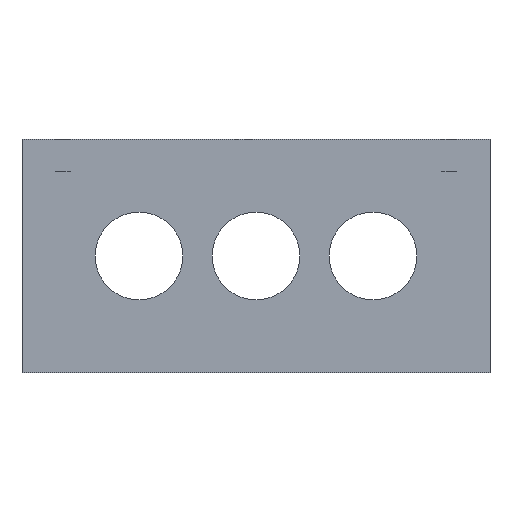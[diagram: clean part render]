
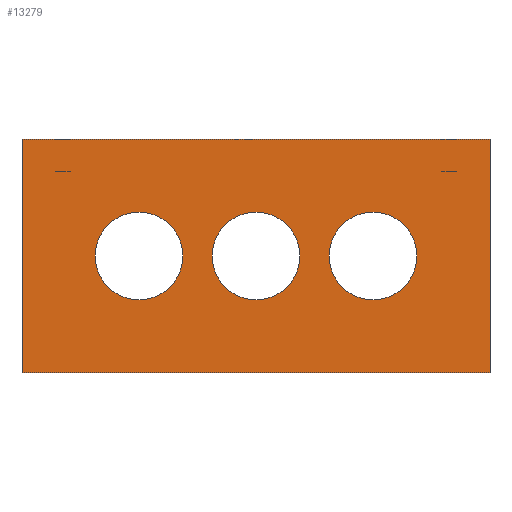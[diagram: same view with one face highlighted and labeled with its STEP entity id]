
A CAD part, front view. The second image highlights one B-rep face of the part: STEP entity #13279.
In plain terms, the highlighted planar face has unit normal (0, -1, 0).
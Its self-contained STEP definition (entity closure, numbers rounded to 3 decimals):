
#897=CARTESIAN_POINT('',(-40.,-290.0,7.5));
#898=VERTEX_POINT('',#897);
#907=CARTESIAN_POINT('',(-25.,-290.0,7.5));
#908=VERTEX_POINT('',#907);
#909=CARTESIAN_POINT('',(-32.5,-290.0,7.5));
#910=DIRECTION('',(0.0,1.0,0.0));
#911=DIRECTION('',(-1.0,0.0,0.0));
#912=AXIS2_PLACEMENT_3D('',#909,#910,#911);
#913=CIRCLE('',#912,7.5);
#914=EDGE_CURVE('',#908,#898,#913,.T.);
#939=CARTESIAN_POINT('',(0.,-290.0,7.5));
#940=VERTEX_POINT('',#939);
#949=CARTESIAN_POINT('',(15.,-290.0,7.5));
#950=VERTEX_POINT('',#949);
#951=CARTESIAN_POINT('',(7.5,-290.0,7.5));
#952=DIRECTION('',(0.0,1.0,0.0));
#953=DIRECTION('',(-1.0,0.0,0.0));
#954=AXIS2_PLACEMENT_3D('',#951,#952,#953);
#955=CIRCLE('',#954,7.5);
#956=EDGE_CURVE('',#950,#940,#955,.T.);
#981=CARTESIAN_POINT('',(-20.,-290.0,7.5));
#982=VERTEX_POINT('',#981);
#991=CARTESIAN_POINT('',(-5.,-290.0,7.5));
#992=VERTEX_POINT('',#991);
#993=CARTESIAN_POINT('',(-12.5,-290.0,7.5));
#994=DIRECTION('',(0.0,1.0,0.0));
#995=DIRECTION('',(-1.0,0.0,0.0));
#996=AXIS2_PLACEMENT_3D('',#993,#994,#995);
#997=CIRCLE('',#996,7.5);
#998=EDGE_CURVE('',#992,#982,#997,.T.);
#11472=CARTESIAN_POINT('',(-12.5,-290.0,7.5));
#11473=DIRECTION('',(0.0,1.0,0.0));
#11474=DIRECTION('',(-1.0,0.0,0.0));
#11475=AXIS2_PLACEMENT_3D('',#11472,#11473,#11474);
#11476=CIRCLE('',#11475,7.5);
#11477=EDGE_CURVE('',#982,#992,#11476,.T.);
#11496=CARTESIAN_POINT('',(7.5,-290.0,7.5));
#11497=DIRECTION('',(0.0,1.0,0.0));
#11498=DIRECTION('',(-1.0,0.0,0.0));
#11499=AXIS2_PLACEMENT_3D('',#11496,#11497,#11498);
#11500=CIRCLE('',#11499,7.5);
#11501=EDGE_CURVE('',#940,#950,#11500,.T.);
#11520=CARTESIAN_POINT('',(-32.5,-290.0,7.5));
#11521=DIRECTION('',(0.0,1.0,0.0));
#11522=DIRECTION('',(-1.0,0.0,0.0));
#11523=AXIS2_PLACEMENT_3D('',#11520,#11521,#11522);
#11524=CIRCLE('',#11523,7.5);
#11525=EDGE_CURVE('',#898,#908,#11524,.T.);
#13155=CARTESIAN_POINT('',(27.5,-290.0,27.5));
#13156=VERTEX_POINT('',#13155);
#13163=CARTESIAN_POINT('',(27.5,-290.0,-12.5));
#13164=VERTEX_POINT('',#13163);
#13165=CARTESIAN_POINT('',(27.5,-290.0,-12.5));
#13166=DIRECTION('',(0.0,0.0,1.0));
#13167=VECTOR('',#13166,40.0);
#13168=LINE('',#13165,#13167);
#13169=EDGE_CURVE('',#13164,#13156,#13168,.T.);
#13237=CARTESIAN_POINT('',(27.5,-290.0,-12.5));
#13238=DIRECTION('',(0.0,-1.0,0.0));
#13239=DIRECTION('',(0.0,0.0,-1.0));
#13240=AXIS2_PLACEMENT_3D('',#13237,#13238,#13239);
#13241=PLANE('',#13240);
#13242=CARTESIAN_POINT('',(-52.5,-290.0,27.5));
#13243=VERTEX_POINT('',#13242);
#13244=CARTESIAN_POINT('',(27.5,-290.0,27.5));
#13245=DIRECTION('',(-1.0,0.0,0.0));
#13246=VECTOR('',#13245,80.);
#13247=LINE('',#13244,#13246);
#13248=EDGE_CURVE('',#13156,#13243,#13247,.T.);
#13249=ORIENTED_EDGE('',*,*,#13248,.T.);
#13250=CARTESIAN_POINT('',(-52.5,-290.0,-12.5));
#13251=VERTEX_POINT('',#13250);
#13252=CARTESIAN_POINT('',(-52.5,-290.0,-12.5));
#13253=DIRECTION('',(0.0,0.0,1.0));
#13254=VECTOR('',#13253,40.0);
#13255=LINE('',#13252,#13254);
#13256=EDGE_CURVE('',#13251,#13243,#13255,.T.);
#13257=ORIENTED_EDGE('',*,*,#13256,.F.);
#13258=CARTESIAN_POINT('',(-52.5,-290.0,-12.5));
#13259=DIRECTION('',(1.0,0.0,0.0));
#13260=VECTOR('',#13259,80.);
#13261=LINE('',#13258,#13260);
#13262=EDGE_CURVE('',#13251,#13164,#13261,.T.);
#13263=ORIENTED_EDGE('',*,*,#13262,.T.);
#13264=ORIENTED_EDGE('',*,*,#13169,.T.);
#13265=EDGE_LOOP('',(#13249,#13257,#13263,#13264));
#13266=FACE_OUTER_BOUND('',#13265,.T.);
#13267=ORIENTED_EDGE('',*,*,#998,.T.);
#13268=ORIENTED_EDGE('',*,*,#11477,.T.);
#13269=EDGE_LOOP('',(#13267,#13268));
#13270=FACE_BOUND('',#13269,.T.);
#13271=ORIENTED_EDGE('',*,*,#956,.T.);
#13272=ORIENTED_EDGE('',*,*,#11501,.T.);
#13273=EDGE_LOOP('',(#13271,#13272));
#13274=FACE_BOUND('',#13273,.T.);
#13275=ORIENTED_EDGE('',*,*,#914,.T.);
#13276=ORIENTED_EDGE('',*,*,#11525,.T.);
#13277=EDGE_LOOP('',(#13275,#13276));
#13278=FACE_BOUND('',#13277,.T.);
#13279=ADVANCED_FACE('',(#13266,#13270,#13274,#13278),#13241,.T.);
